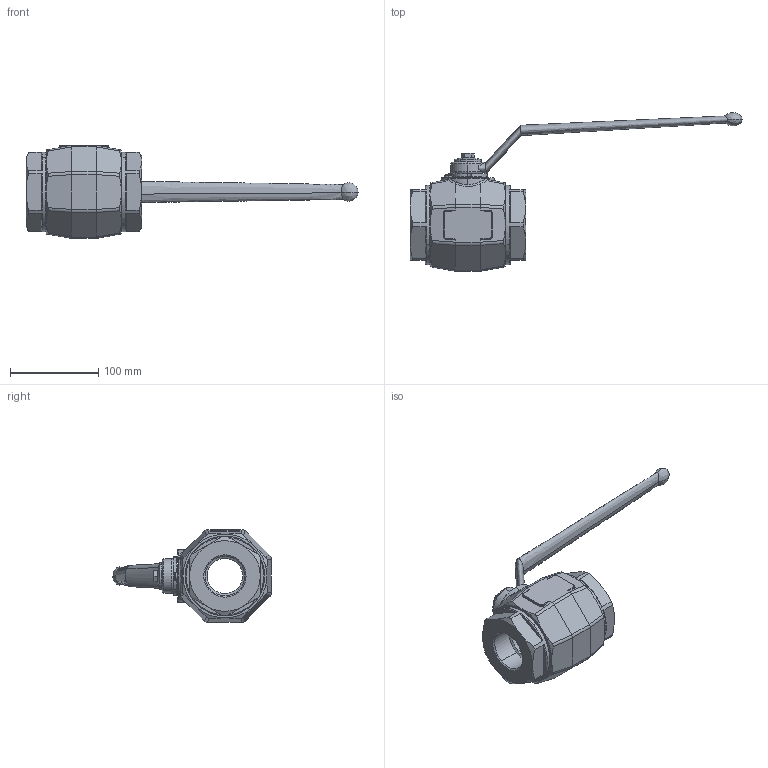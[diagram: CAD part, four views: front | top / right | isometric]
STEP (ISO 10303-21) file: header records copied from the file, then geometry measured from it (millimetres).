
FILE_DESCRIPTION (( 'STEP AP214' ), '1' );
FILE_NAME ('GB1GGT7.STEP', '2018-03-14T16:04:04', ( '' ), ( '' ), 'SwSTEP 2.0', 'SolidWorks 2014', '' );
FILE_SCHEMA (( 'AUTOMOTIVE_DESIGN' ));
Length unit declared in the file: millimetre
Products named in the file (1): GB1GGT7
Bounding box: 375.9 x 179.5 x 105 mm (x, y, z)
Surface area: 88276.8 mm2 (no closed solid volume)
Topology: 0 solids, 8 shells, 264 faces, 713 edges, 448 vertices
Faces by surface type: cylinder 70, plane 70, cone 51, bspline 43, torus 29, sphere 1
Entity records: 13091 total; most frequent: CARTESIAN_POINT 4227, ORIENTED_EDGE 1335, DIRECTION 1113, EDGE_CURVE 708, AXIS2_PLACEMENT_3D 453, VERTEX_POINT 448, EDGE_LOOP 272, UNCERTAINTY_MEASURE_WITH_UNIT 266
